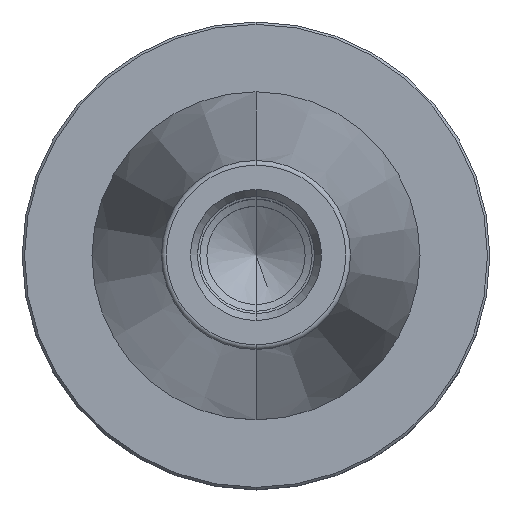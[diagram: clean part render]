
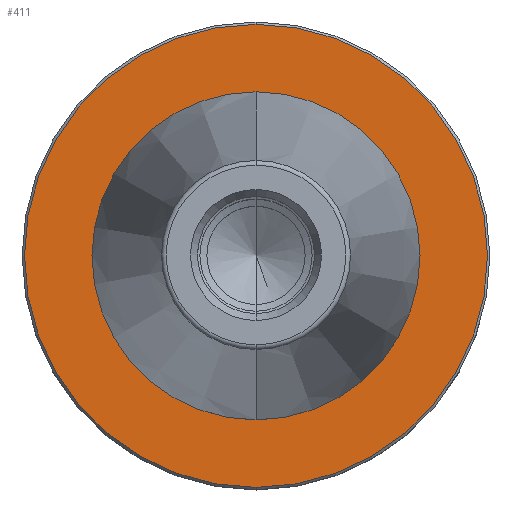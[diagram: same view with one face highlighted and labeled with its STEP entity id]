
A CAD part, top view. The second image highlights one B-rep face of the part: STEP entity #411.
In plain terms, the highlighted planar face has unit normal (0, 0, 1).
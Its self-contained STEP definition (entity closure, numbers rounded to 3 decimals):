
#391=VERTEX_POINT('',#945);
#411=ADVANCED_FACE('',(#970,#971),#972,.T.);
#455=VERTEX_POINT('',#1019);
#457=VERTEX_POINT('',#1021);
#619=VERTEX_POINT('',#1200);
#623=EDGE_CURVE('',#455,#619,#1204,.T.);
#647=EDGE_CURVE('',#457,#391,#1229,.T.);
#655=EDGE_CURVE('',#391,#457,#1238,.T.);
#679=EDGE_CURVE('',#619,#455,#1266,.T.);
#945=CARTESIAN_POINT('',(0.,-49.5,-3.0));
#970=FACE_OUTER_BOUND('',#1599,.T.);
#971=FACE_BOUND('',#1600,.T.);
#972=PLANE('',#1601);
#1019=CARTESIAN_POINT('',(0.,-35.071,-3.0));
#1021=CARTESIAN_POINT('',(0.0,49.5,-3.0));
#1200=CARTESIAN_POINT('',(0.0,35.071,-3.0));
#1204=CIRCLE('',#1912,35.071);
#1229=CIRCLE('',#1949,49.5);
#1238=CIRCLE('',#1960,49.5);
#1266=CIRCLE('',#1994,35.071);
#1599=EDGE_LOOP('',(#2401,#2402));
#1600=EDGE_LOOP('',(#2403,#2404));
#1601=AXIS2_PLACEMENT_3D('',#2405,#2406,#2407);
#1912=AXIS2_PLACEMENT_3D('',#2673,#2674,#2675);
#1949=AXIS2_PLACEMENT_3D('',#2702,#2703,#2704);
#1960=AXIS2_PLACEMENT_3D('',#2716,#2717,#2718);
#1994=AXIS2_PLACEMENT_3D('',#2758,#2759,#2760);
#2401=ORIENTED_EDGE('',*,*,#647,.F.);
#2402=ORIENTED_EDGE('',*,*,#655,.F.);
#2403=ORIENTED_EDGE('',*,*,#679,.T.);
#2404=ORIENTED_EDGE('',*,*,#623,.T.);
#2405=CARTESIAN_POINT('',(0.0,42.285,-3.0));
#2406=DIRECTION('',(-0.0,0.0,1.0));
#2407=DIRECTION('',(0.0,-1.0,0.0));
#2673=CARTESIAN_POINT('',(0.0,0.0,-3.0));
#2674=DIRECTION('',(0.0,0.0,-1.0));
#2675=DIRECTION('',(0.0,1.0,0.0));
#2702=CARTESIAN_POINT('',(0.0,0.0,-3.0));
#2703=DIRECTION('',(0.0,0.0,-1.0));
#2704=DIRECTION('',(0.0,1.0,0.0));
#2716=CARTESIAN_POINT('',(0.0,0.0,-3.0));
#2717=DIRECTION('',(0.0,0.0,-1.0));
#2718=DIRECTION('',(0.0,1.0,0.0));
#2758=CARTESIAN_POINT('',(0.0,0.0,-3.0));
#2759=DIRECTION('',(0.0,0.0,-1.0));
#2760=DIRECTION('',(0.0,1.0,0.0));
